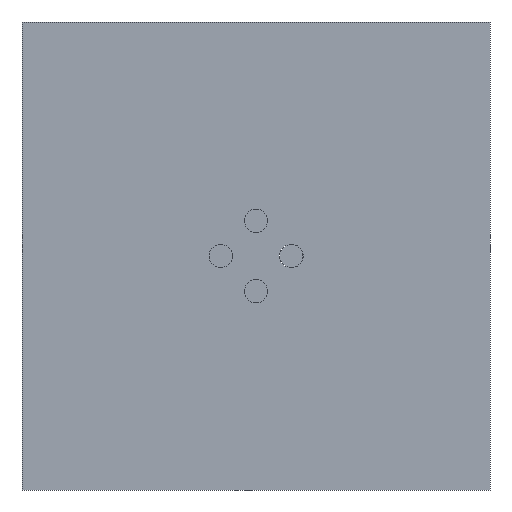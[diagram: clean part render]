
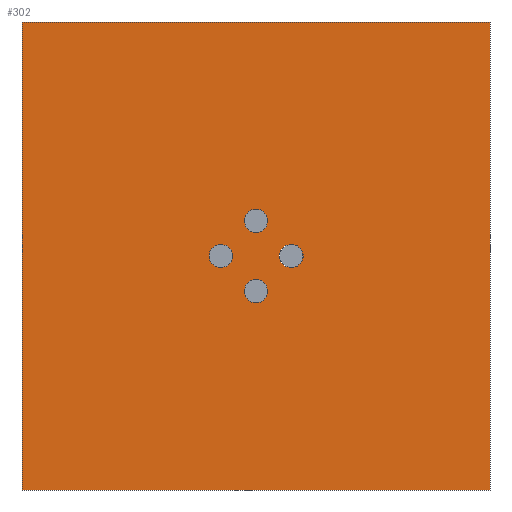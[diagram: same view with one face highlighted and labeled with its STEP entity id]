
A CAD part, front view. The second image highlights one B-rep face of the part: STEP entity #302.
In plain terms, the highlighted planar face has unit normal (0, -1, 0).
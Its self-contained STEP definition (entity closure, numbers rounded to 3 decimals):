
#27=FACE_BOUND('',#81,.T.);
#28=FACE_BOUND('',#82,.T.);
#29=FACE_BOUND('',#83,.T.);
#30=FACE_BOUND('',#84,.T.);
#36=PLANE('',#359);
#54=FACE_OUTER_BOUND('',#80,.T.);
#80=EDGE_LOOP('',(#253,#254,#255,#256));
#81=EDGE_LOOP('',(#257));
#82=EDGE_LOOP('',(#258));
#83=EDGE_LOOP('',(#259));
#84=EDGE_LOOP('',(#260));
#101=LINE('',#506,#121);
#105=LINE('',#514,#125);
#108=LINE('',#520,#128);
#111=LINE('',#525,#131);
#121=VECTOR('',#412,10.);
#125=VECTOR('',#418,10.);
#128=VECTOR('',#423,10.);
#131=VECTOR('',#428,10.);
#138=CIRCLE('',#344,0.01);
#140=CIRCLE('',#347,0.01);
#142=CIRCLE('',#350,0.01);
#144=CIRCLE('',#353,0.01);
#154=VERTEX_POINT('',#482);
#156=VERTEX_POINT('',#488);
#158=VERTEX_POINT('',#494);
#160=VERTEX_POINT('',#500);
#161=VERTEX_POINT('',#504);
#162=VERTEX_POINT('',#505);
#165=VERTEX_POINT('',#513);
#167=VERTEX_POINT('',#519);
#179=EDGE_CURVE('',#154,#154,#138,.T.);
#182=EDGE_CURVE('',#156,#156,#140,.T.);
#185=EDGE_CURVE('',#158,#158,#142,.T.);
#188=EDGE_CURVE('',#160,#160,#144,.T.);
#189=EDGE_CURVE('',#161,#162,#101,.T.);
#193=EDGE_CURVE('',#165,#161,#105,.T.);
#196=EDGE_CURVE('',#167,#165,#108,.T.);
#199=EDGE_CURVE('',#162,#167,#111,.T.);
#253=ORIENTED_EDGE('',*,*,#199,.F.);
#254=ORIENTED_EDGE('',*,*,#189,.F.);
#255=ORIENTED_EDGE('',*,*,#193,.F.);
#256=ORIENTED_EDGE('',*,*,#196,.F.);
#257=ORIENTED_EDGE('',*,*,#179,.T.);
#258=ORIENTED_EDGE('',*,*,#182,.T.);
#259=ORIENTED_EDGE('',*,*,#185,.T.);
#260=ORIENTED_EDGE('',*,*,#188,.T.);
#302=ADVANCED_FACE('',(#54,#27,#28,#29,#30),#36,.F.);
#344=AXIS2_PLACEMENT_3D('',#484,#387,#388);
#347=AXIS2_PLACEMENT_3D('',#490,#394,#395);
#350=AXIS2_PLACEMENT_3D('',#496,#401,#402);
#353=AXIS2_PLACEMENT_3D('',#502,#408,#409);
#359=AXIS2_PLACEMENT_3D('',#528,#432,#433);
#387=DIRECTION('center_axis',(0.,1.,0.));
#388=DIRECTION('ref_axis',(1.,0.,0.));
#394=DIRECTION('center_axis',(0.,1.,0.));
#395=DIRECTION('ref_axis',(1.,0.,0.));
#401=DIRECTION('center_axis',(0.,1.,0.));
#402=DIRECTION('ref_axis',(1.,0.,0.));
#408=DIRECTION('center_axis',(0.,1.,0.));
#409=DIRECTION('ref_axis',(1.,0.,0.));
#412=DIRECTION('',(-1.,0.,0.));
#418=DIRECTION('',(0.,0.,-1.));
#423=DIRECTION('',(1.,0.,0.));
#428=DIRECTION('',(0.,0.,1.));
#432=DIRECTION('center_axis',(0.,1.,0.));
#433=DIRECTION('ref_axis',(0.,0.,1.));
#482=CARTESIAN_POINT('',(-0.04,0.,0.));
#484=CARTESIAN_POINT('Origin',(-0.03,0.,0.));
#488=CARTESIAN_POINT('',(-0.01,0.,0.03));
#490=CARTESIAN_POINT('Origin',(0.,0.,0.03));
#494=CARTESIAN_POINT('',(-0.01,0.,-0.03));
#496=CARTESIAN_POINT('Origin',(0.,0.,-0.03));
#500=CARTESIAN_POINT('',(0.02,0.,0.));
#502=CARTESIAN_POINT('Origin',(0.03,0.,0.));
#504=CARTESIAN_POINT('',(0.2,0.,-0.2));
#505=CARTESIAN_POINT('',(-0.2,0.,-0.2));
#506=CARTESIAN_POINT('',(0.2,0.,-0.2));
#513=CARTESIAN_POINT('',(0.2,0.,0.2));
#514=CARTESIAN_POINT('',(0.2,0.,0.2));
#519=CARTESIAN_POINT('',(-0.2,0.,0.2));
#520=CARTESIAN_POINT('',(-0.2,0.,0.2));
#525=CARTESIAN_POINT('',(-0.2,0.,-0.2));
#528=CARTESIAN_POINT('Origin',(0.,0.,0.));
